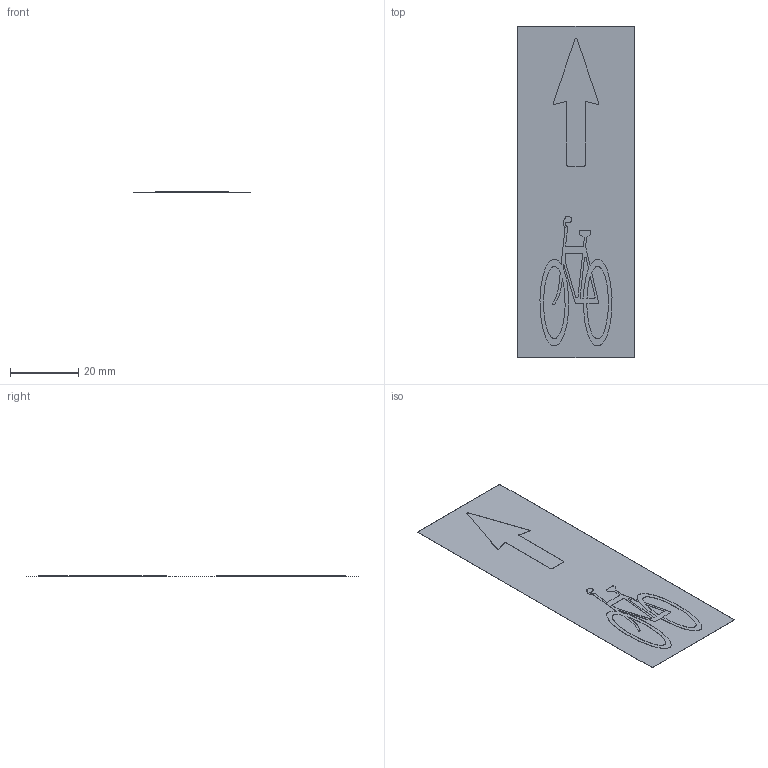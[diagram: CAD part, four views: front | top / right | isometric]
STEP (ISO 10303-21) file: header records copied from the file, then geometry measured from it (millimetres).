
FILE_DESCRIPTION(/* description */ (''),/* implementation_level */ '2;1');
FILE_NAME(/* name */ 'scale bike lane marking 1',/* time_stamp */ '2025-01-28T13:45:57-05:00',/* author */ (''),/* organization */ (''),/* preprocessor_version */ 'ST-DEVELOPER v19.2',/* originating_system */ 'Rhino 8.15',/* authorisation */ '');
FILE_SCHEMA (('CONFIG_CONTROL_DESIGN'));
Length unit declared in the file: inch
Products named in the file (1): Document
Bounding box: 34.29 x 97.35 x 0.1 mm (x, y, z)
Volume: 191.2 mm3; surface area: 7567.3 mm2
Topology: 3 solids, 3 shells, 87 faces, 243 edges, 162 vertices
Faces by surface type: plane 46, cylinder 32, bspline 9
Entity records: 2999 total; most frequent: CARTESIAN_POINT 1056, ORIENTED_EDGE 486, EDGE_CURVE 243, DIRECTION 210, VERTEX_POINT 162, AXIS2_PLACEMENT_3D 144, B_SPLINE_CURVE_WITH_KNOTS 118, EDGE_LOOP 97
